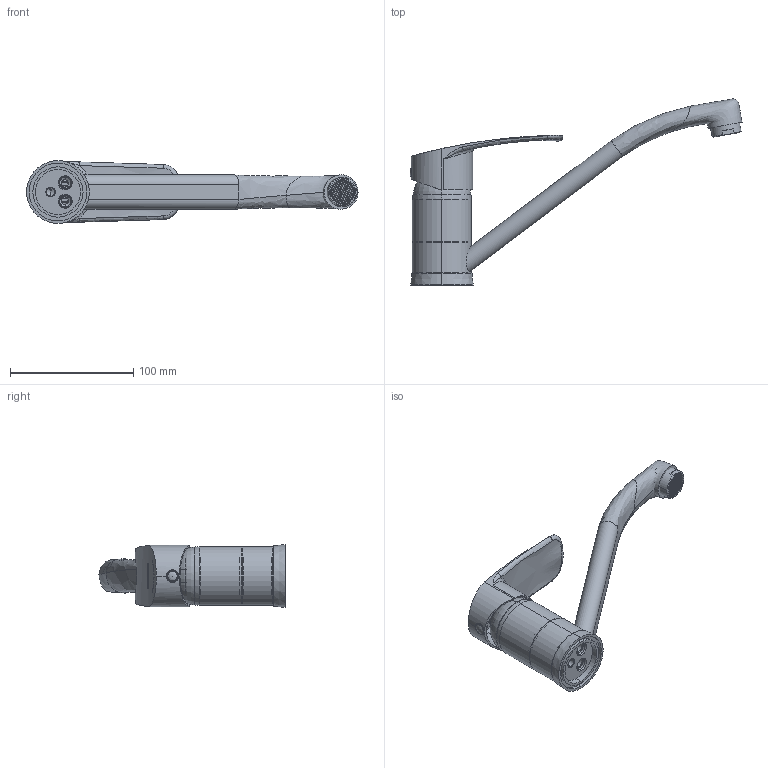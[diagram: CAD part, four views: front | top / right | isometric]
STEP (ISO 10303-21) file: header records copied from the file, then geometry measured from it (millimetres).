
FILE_DESCRIPTION (( 'STEP AP203' ), '1' );
FILE_NAME ('57EP03578.STEP', '2021-11-24T13:01:43', ( '' ), ( '' ), 'SwSTEP 2.0', 'SolidWorks 2021', '' );
FILE_SCHEMA (( 'CONFIG_CONTROL_DESIGN' ));
Length unit declared in the file: millimetre
Products named in the file (1): 57EP03578
Bounding box: 269.77 x 151.18 x 51 mm (x, y, z)
Volume: 105274.6 mm3; surface area: 105929.3 mm2
Topology: 8 solids, 8 shells, 1307 faces, 3565 edges, 2339 vertices
Faces by surface type: plane 921, cylinder 203, bspline 110, cone 52, torus 16, sphere 5
Entity records: 132098 total; most frequent: CARTESIAN_POINT 99859, ORIENTED_EDGE 7116, DIRECTION 5958, EDGE_CURVE 3558, VECTOR 2662, LINE 2662, VERTEX_POINT 2337, AXIS2_PLACEMENT_3D 1648
